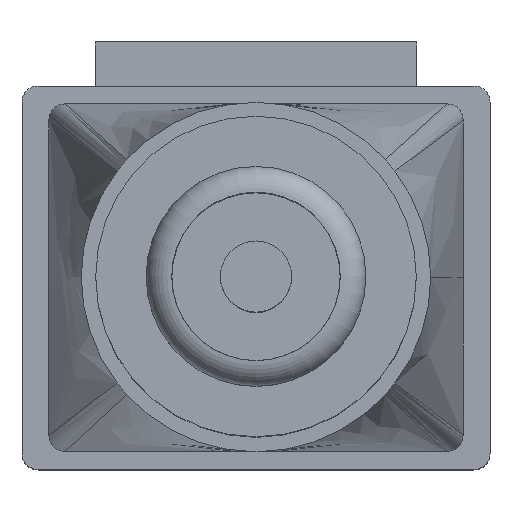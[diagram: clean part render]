
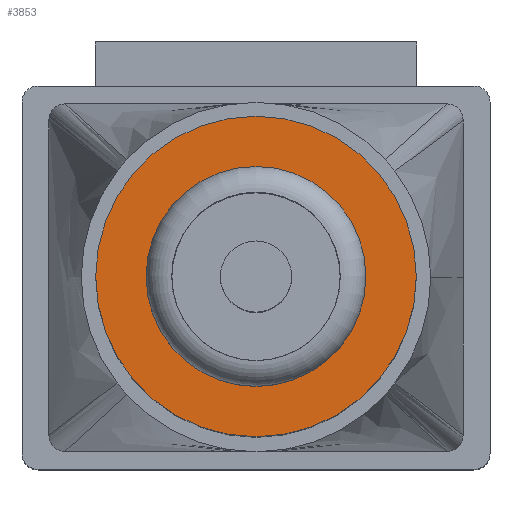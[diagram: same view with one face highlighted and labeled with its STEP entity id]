
A CAD part, top view. The second image highlights one B-rep face of the part: STEP entity #3853.
In plain terms, the highlighted planar face has unit normal (0, 0, 1).
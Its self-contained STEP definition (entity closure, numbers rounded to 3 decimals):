
#3783 = CYLINDRICAL_SURFACE('',#3784,5.);
#3784 = AXIS2_PLACEMENT_3D('',#3785,#3786,#3787);
#3785 = CARTESIAN_POINT('',(0.,0.,22.37));
#3786 = DIRECTION('',(0.,0.,-1.));
#3787 = DIRECTION('',(1.,0.,0.));
#3800 = VERTEX_POINT('',#3801);
#3801 = CARTESIAN_POINT('',(5.,0.,32.62));
#3822 = EDGE_CURVE('',#3800,#3800,#3823,.T.);
#3823 = SURFACE_CURVE('',#3824,(#3829,#3836),.PCURVE_S1.);
#3824 = CIRCLE('',#3825,5.);
#3825 = AXIS2_PLACEMENT_3D('',#3826,#3827,#3828);
#3826 = CARTESIAN_POINT('',(0.,0.,32.62));
#3827 = DIRECTION('',(0.,0.,1.));
#3828 = DIRECTION('',(1.,0.,0.));
#3829 = PCURVE('',#3783,#3830);
#3830 = DEFINITIONAL_REPRESENTATION('',(#3831),#3835);
#3831 = LINE('',#3832,#3833);
#3832 = CARTESIAN_POINT('',(0.,-10.25));
#3833 = VECTOR('',#3834,1.);
#3834 = DIRECTION('',(-1.,0.));
#3835 = ( GEOMETRIC_REPRESENTATION_CONTEXT(2) 
PARAMETRIC_REPRESENTATION_CONTEXT() REPRESENTATION_CONTEXT('2D SPACE',''
  ) );
#3836 = PCURVE('',#3837,#3842);
#3837 = PLANE('',#3838);
#3838 = AXIS2_PLACEMENT_3D('',#3839,#3840,#3841);
#3839 = CARTESIAN_POINT('',(5.,0.,32.62));
#3840 = DIRECTION('',(0.,0.,-1.));
#3841 = DIRECTION('',(-1.,0.,0.));
#3842 = DEFINITIONAL_REPRESENTATION('',(#3843),#3851);
#3843 = ( BOUNDED_CURVE() B_SPLINE_CURVE(2,(#3844,#3845,#3846,#3847,
#3848,#3849,#3850),.UNSPECIFIED.,.F.,.F.) B_SPLINE_CURVE_WITH_KNOTS((1,2
    ,2,2,2,1),(-2.094,0.,2.094,4.189,
6.283,8.378),.UNSPECIFIED.) CURVE() 
GEOMETRIC_REPRESENTATION_ITEM() RATIONAL_B_SPLINE_CURVE((1.,0.5,1.,0.5,
1.,0.5,1.)) REPRESENTATION_ITEM('') );
#3844 = CARTESIAN_POINT('',(0.,0.));
#3845 = CARTESIAN_POINT('',(0.,8.66));
#3846 = CARTESIAN_POINT('',(7.5,4.33));
#3847 = CARTESIAN_POINT('',(15.,0.));
#3848 = CARTESIAN_POINT('',(7.5,-4.33));
#3849 = CARTESIAN_POINT('',(0.,-8.66));
#3850 = CARTESIAN_POINT('',(0.,0.));
#3851 = ( GEOMETRIC_REPRESENTATION_CONTEXT(2) 
PARAMETRIC_REPRESENTATION_CONTEXT() REPRESENTATION_CONTEXT('2D SPACE',''
  ) );
#3853 = ADVANCED_FACE('',(#3854,#3857),#3837,.F.);
#3854 = FACE_BOUND('',#3855,.F.);
#3855 = EDGE_LOOP('',(#3856));
#3856 = ORIENTED_EDGE('',*,*,#3822,.F.);
#3857 = FACE_BOUND('',#3858,.F.);
#3858 = EDGE_LOOP('',(#3859));
#3859 = ORIENTED_EDGE('',*,*,#3860,.T.);
#3860 = EDGE_CURVE('',#3861,#3861,#3863,.T.);
#3861 = VERTEX_POINT('',#3862);
#3862 = CARTESIAN_POINT('',(3.43,0.,32.62));
#3863 = SURFACE_CURVE('',#3864,(#3869,#3880),.PCURVE_S1.);
#3864 = CIRCLE('',#3865,3.43);
#3865 = AXIS2_PLACEMENT_3D('',#3866,#3867,#3868);
#3866 = CARTESIAN_POINT('',(0.,0.,32.62));
#3867 = DIRECTION('',(0.,0.,1.));
#3868 = DIRECTION('',(1.,0.,0.));
#3869 = PCURVE('',#3837,#3870);
#3870 = DEFINITIONAL_REPRESENTATION('',(#3871),#3879);
#3871 = ( BOUNDED_CURVE() B_SPLINE_CURVE(2,(#3872,#3873,#3874,#3875,
#3876,#3877,#3878),.UNSPECIFIED.,.F.,.F.) B_SPLINE_CURVE_WITH_KNOTS((1,2
    ,2,2,2,1),(-2.094,0.,2.094,4.189,
6.283,8.378),.UNSPECIFIED.) CURVE() 
GEOMETRIC_REPRESENTATION_ITEM() RATIONAL_B_SPLINE_CURVE((1.,0.5,1.,0.5,
1.,0.5,1.)) REPRESENTATION_ITEM('') );
#3872 = CARTESIAN_POINT('',(1.57,0.));
#3873 = CARTESIAN_POINT('',(1.57,5.941));
#3874 = CARTESIAN_POINT('',(6.715,2.97));
#3875 = CARTESIAN_POINT('',(11.86,0.));
#3876 = CARTESIAN_POINT('',(6.715,-2.97));
#3877 = CARTESIAN_POINT('',(1.57,-5.941));
#3878 = CARTESIAN_POINT('',(1.57,0.));
#3879 = ( GEOMETRIC_REPRESENTATION_CONTEXT(2) 
PARAMETRIC_REPRESENTATION_CONTEXT() REPRESENTATION_CONTEXT('2D SPACE',''
  ) );
#3880 = PCURVE('',#3881,#3886);
#3881 = CYLINDRICAL_SURFACE('',#3882,3.43);
#3882 = AXIS2_PLACEMENT_3D('',#3883,#3884,#3885);
#3883 = CARTESIAN_POINT('',(0.,0.,32.62));
#3884 = DIRECTION('',(0.,0.,-1.));
#3885 = DIRECTION('',(1.,0.,0.));
#3886 = DEFINITIONAL_REPRESENTATION('',(#3887),#3891);
#3887 = LINE('',#3888,#3889);
#3888 = CARTESIAN_POINT('',(0.,0.));
#3889 = VECTOR('',#3890,1.);
#3890 = DIRECTION('',(-1.,0.));
#3891 = ( GEOMETRIC_REPRESENTATION_CONTEXT(2) 
PARAMETRIC_REPRESENTATION_CONTEXT() REPRESENTATION_CONTEXT('2D SPACE',''
  ) );
